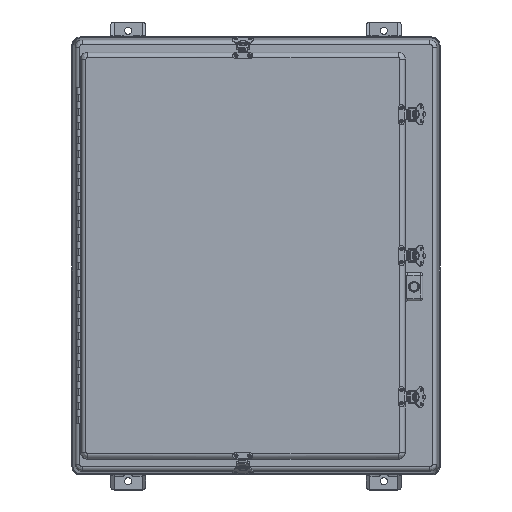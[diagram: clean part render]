
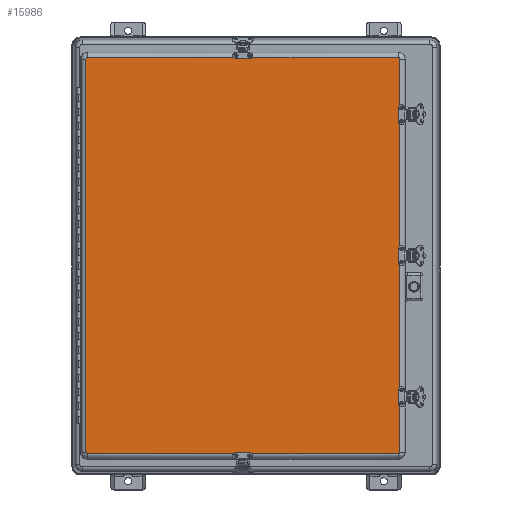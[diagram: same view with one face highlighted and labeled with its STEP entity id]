
A CAD part, top view. The second image highlights one B-rep face of the part: STEP entity #15986.
In plain terms, the highlighted planar face has unit normal (0, 0, 1).
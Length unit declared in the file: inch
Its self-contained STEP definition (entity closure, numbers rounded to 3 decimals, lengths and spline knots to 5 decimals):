
#642=PLANE($,#17329);
#1344=LINE($,#29587,#2556);
#1346=LINE($,#29592,#2558);
#1347=LINE($,#29625,#2559);
#1350=LINE($,#29632,#2562);
#2556=VECTOR($,#20419,22.1875);
#2558=VECTOR($,#20425,28.0625);
#2559=VECTOR($,#20442,28.0625);
#2562=VECTOR($,#20449,22.1875);
#4252=FACE_OUTER_BOUND($,#5336,.T.);
#5336=EDGE_LOOP($,(#12621,#12622,#12623,#12624,#12625,#12626,#12627,#12628));
#6426=CIRCLE($,#17306,0.10404);
#6432=CIRCLE($,#17314,0.10404);
#6436=CIRCLE($,#17318,0.10404);
#6440=CIRCLE($,#17324,0.10404);
#7555=VERTEX_POINT($,#29577);
#7556=VERTEX_POINT($,#29579);
#7558=VERTEX_POINT($,#29585);
#7559=VERTEX_POINT($,#29590);
#7561=VERTEX_POINT($,#29603);
#7562=VERTEX_POINT($,#29616);
#7565=VERTEX_POINT($,#29623);
#7566=VERTEX_POINT($,#29628);
#9392=EDGE_CURVE($,#7555,#7556,#6426,.T.);
#9396=EDGE_CURVE($,#7558,#7555,#1344,.T.);
#9399=EDGE_CURVE($,#7556,#7559,#1346,.T.);
#9401=EDGE_CURVE($,#7561,#7558,#6432,.T.);
#9405=EDGE_CURVE($,#7559,#7562,#6436,.T.);
#9407=EDGE_CURVE($,#7565,#7561,#1347,.T.);
#9411=EDGE_CURVE($,#7562,#7566,#1350,.T.);
#9413=EDGE_CURVE($,#7566,#7565,#6440,.T.);
#12621=ORIENTED_EDGE($,*,*,#9392,.F.);
#12622=ORIENTED_EDGE($,*,*,#9396,.F.);
#12623=ORIENTED_EDGE($,*,*,#9401,.F.);
#12624=ORIENTED_EDGE($,*,*,#9407,.F.);
#12625=ORIENTED_EDGE($,*,*,#9413,.F.);
#12626=ORIENTED_EDGE($,*,*,#9411,.F.);
#12627=ORIENTED_EDGE($,*,*,#9405,.F.);
#12628=ORIENTED_EDGE($,*,*,#9399,.F.);
#15986=ADVANCED_FACE($,(#4252),#642,.T.);
#17306=AXIS2_PLACEMENT_3D($,#29580,#20409,#20410);
#17314=AXIS2_PLACEMENT_3D($,#29605,#20428,#20429);
#17318=AXIS2_PLACEMENT_3D($,#29620,#20436,#20437);
#17324=AXIS2_PLACEMENT_3D($,#29643,#20452,#20453);
#17329=AXIS2_PLACEMENT_3D($,#29652,#20466,#20467);
#20409=DIRECTION('center_axis',(0.,0.,-1.));
#20410=DIRECTION('ref_axis',(0.707,0.707,0.));
#20419=DIRECTION($,(1.,0.,0.));
#20425=DIRECTION($,(0.,-1.,0.));
#20428=DIRECTION('center_axis',(0.,0.,-1.));
#20429=DIRECTION('ref_axis',(-0.707,0.707,0.));
#20436=DIRECTION('center_axis',(0.,0.,-1.));
#20437=DIRECTION('ref_axis',(0.707,-0.707,0.));
#20442=DIRECTION($,(0.,1.,0.));
#20449=DIRECTION($,(-1.,0.,0.));
#20452=DIRECTION('center_axis',(0.,0.,-1.));
#20453=DIRECTION('ref_axis',(-0.707,-0.707,0.));
#20466=DIRECTION('center_axis',(0.,0.,1.));
#20467=DIRECTION('ref_axis',(1.,0.,0.));
#29577=CARTESIAN_POINT('',(11.09375,14.13529,0.96875));
#29579=CARTESIAN_POINT('',(11.19779,14.03125,0.96875));
#29580=CARTESIAN_POINT('Origin',(11.09375,14.03125,0.96875));
#29585=CARTESIAN_POINT('',(-11.09375,14.13529,0.96875));
#29587=CARTESIAN_POINT($,(-11.09375,14.13529,0.96875));
#29590=CARTESIAN_POINT('',(11.19779,-14.03125,0.96875));
#29592=CARTESIAN_POINT($,(11.19779,14.03125,0.96875));
#29603=CARTESIAN_POINT('',(-11.19779,14.03125,0.96875));
#29605=CARTESIAN_POINT('Origin',(-11.09375,14.03125,0.96875));
#29616=CARTESIAN_POINT('',(11.09375,-14.13529,0.96875));
#29620=CARTESIAN_POINT('Origin',(11.09375,-14.03125,0.96875));
#29623=CARTESIAN_POINT('',(-11.19779,-14.03125,0.96875));
#29625=CARTESIAN_POINT($,(-11.19779,-14.03125,0.96875));
#29628=CARTESIAN_POINT('',(-11.09375,-14.13529,0.96875));
#29632=CARTESIAN_POINT($,(11.09375,-14.13529,0.96875));
#29643=CARTESIAN_POINT('Origin',(-11.09375,-14.03125,0.96875));
#29652=CARTESIAN_POINT('Origin',(0.,0.,0.96875));
